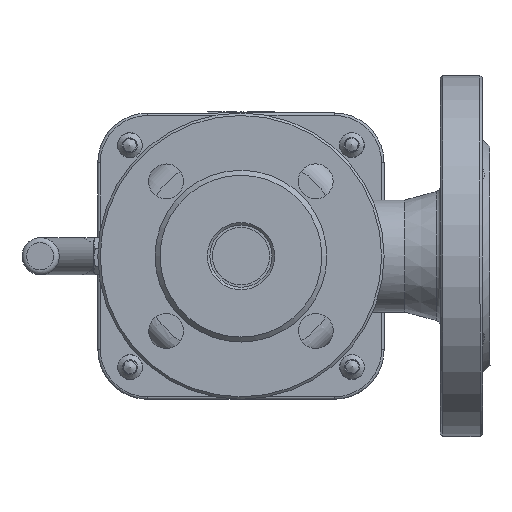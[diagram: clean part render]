
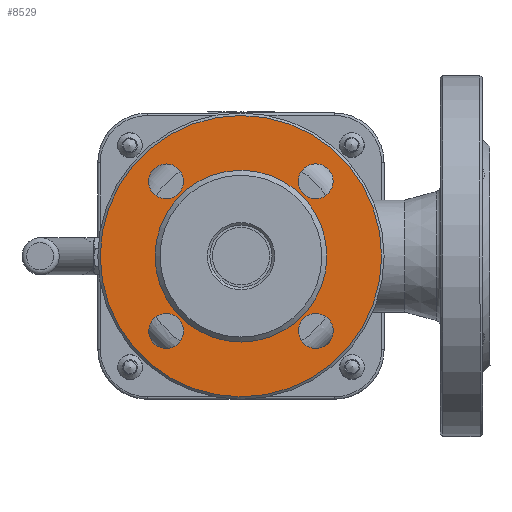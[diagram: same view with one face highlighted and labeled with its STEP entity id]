
A CAD part, front view. The second image highlights one B-rep face of the part: STEP entity #8529.
In plain terms, the highlighted planar face has unit normal (0, -1, 0).
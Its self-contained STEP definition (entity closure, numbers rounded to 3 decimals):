
#567=FACE_BOUND('',#1643,.T.);
#568=FACE_BOUND('',#1644,.T.);
#569=FACE_BOUND('',#1645,.T.);
#570=FACE_BOUND('',#1646,.T.);
#571=FACE_BOUND('',#1647,.T.);
#711=PLANE('',#9364);
#1102=FACE_OUTER_BOUND('',#1642,.T.);
#1642=EDGE_LOOP('',(#6651));
#1643=EDGE_LOOP('',(#6652));
#1644=EDGE_LOOP('',(#6653));
#1645=EDGE_LOOP('',(#6654));
#1646=EDGE_LOOP('',(#6655));
#1647=EDGE_LOOP('',(#6656));
#3247=CIRCLE('',#9362,34.5);
#3249=CIRCLE('',#9365,56.5);
#3250=CIRCLE('',#9366,7.);
#3251=CIRCLE('',#9367,7.);
#3252=CIRCLE('',#9368,7.);
#3253=CIRCLE('',#9369,7.);
#3883=VERTEX_POINT('',#15488);
#3885=VERTEX_POINT('',#15494);
#3886=VERTEX_POINT('',#15496);
#3887=VERTEX_POINT('',#15498);
#3888=VERTEX_POINT('',#15500);
#3889=VERTEX_POINT('',#15502);
#4860=EDGE_CURVE('',#3883,#3883,#3247,.T.);
#4863=EDGE_CURVE('',#3885,#3885,#3249,.T.);
#4864=EDGE_CURVE('',#3886,#3886,#3250,.T.);
#4865=EDGE_CURVE('',#3887,#3887,#3251,.T.);
#4866=EDGE_CURVE('',#3888,#3888,#3252,.T.);
#4867=EDGE_CURVE('',#3889,#3889,#3253,.T.);
#6651=ORIENTED_EDGE('',*,*,#4863,.F.);
#6652=ORIENTED_EDGE('',*,*,#4864,.F.);
#6653=ORIENTED_EDGE('',*,*,#4865,.F.);
#6654=ORIENTED_EDGE('',*,*,#4866,.F.);
#6655=ORIENTED_EDGE('',*,*,#4867,.F.);
#6656=ORIENTED_EDGE('',*,*,#4860,.F.);
#8529=ADVANCED_FACE('',(#1102,#567,#568,#569,#570,#571),#711,.F.);
#9362=AXIS2_PLACEMENT_3D('',#15489,#10883,#10884);
#9364=AXIS2_PLACEMENT_3D('',#15493,#10888,#10889);
#9365=AXIS2_PLACEMENT_3D('',#15495,#10890,#10891);
#9366=AXIS2_PLACEMENT_3D('',#15497,#10892,#10893);
#9367=AXIS2_PLACEMENT_3D('',#15499,#10894,#10895);
#9368=AXIS2_PLACEMENT_3D('',#15501,#10896,#10897);
#9369=AXIS2_PLACEMENT_3D('',#15503,#10898,#10899);
#10883=DIRECTION('center_axis',(0.,-1.,0.));
#10884=DIRECTION('ref_axis',(1.,0.,0.));
#10888=DIRECTION('center_axis',(0.,1.,0.));
#10889=DIRECTION('ref_axis',(0.,0.,1.));
#10890=DIRECTION('center_axis',(0.,1.,0.));
#10891=DIRECTION('ref_axis',(-1.,0.,0.));
#10892=DIRECTION('center_axis',(0.,-1.,0.));
#10893=DIRECTION('ref_axis',(-1.,0.,0.));
#10894=DIRECTION('center_axis',(0.,-1.,0.));
#10895=DIRECTION('ref_axis',(-1.,0.,0.));
#10896=DIRECTION('center_axis',(0.,-1.,0.));
#10897=DIRECTION('ref_axis',(-1.,0.,0.));
#10898=DIRECTION('center_axis',(0.,-1.,0.));
#10899=DIRECTION('ref_axis',(-1.,0.,0.));
#15488=CARTESIAN_POINT('',(-34.5,27.,0.));
#15489=CARTESIAN_POINT('Origin',(0.,27.,0.));
#15493=CARTESIAN_POINT('Origin',(0.,27.,0.));
#15494=CARTESIAN_POINT('',(56.5,27.,0.));
#15495=CARTESIAN_POINT('Origin',(0.,27.,0.));
#15496=CARTESIAN_POINT('',(37.052,27.,30.052));
#15497=CARTESIAN_POINT('Origin',(30.052,27.,30.052));
#15498=CARTESIAN_POINT('',(37.052,27.,-30.052));
#15499=CARTESIAN_POINT('Origin',(30.052,27.,-30.052));
#15500=CARTESIAN_POINT('',(-23.052,27.,-30.052));
#15501=CARTESIAN_POINT('Origin',(-30.052,27.,-30.052));
#15502=CARTESIAN_POINT('',(-23.052,27.,30.052));
#15503=CARTESIAN_POINT('Origin',(-30.052,27.,30.052));
